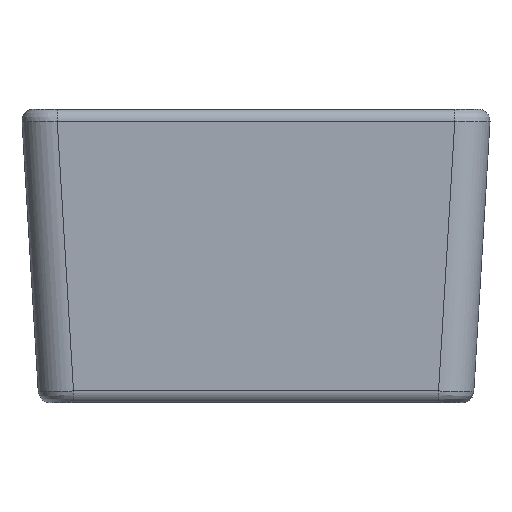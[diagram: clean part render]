
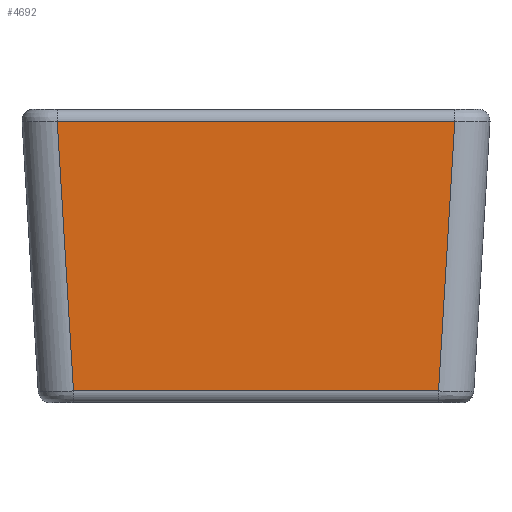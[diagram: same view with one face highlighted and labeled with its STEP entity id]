
A CAD part, front view. The second image highlights one B-rep face of the part: STEP entity #4692.
In plain terms, the highlighted planar face has unit normal (0, -1, 0).
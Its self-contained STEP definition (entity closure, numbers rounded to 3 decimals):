
#69 = DIRECTION ( 'NONE',  ( 0.06, 0., -0.998 ) ) ;
#425 = VERTEX_POINT ( 'NONE', #4135 ) ;
#460 = LINE ( 'NONE', #3827, #3127 ) ;
#943 = AXIS2_PLACEMENT_3D ( 'NONE', #3337, #4945, #4553 ) ;
#1086 = EDGE_LOOP ( 'NONE', ( #1458, #3376, #3377, #5405 ) ) ;
#1096 = CARTESIAN_POINT ( 'NONE',  ( 16.443, -56., 7.719 ) ) ;
#1390 = EDGE_CURVE ( 'NONE', #4778, #3340, #5418, .T. ) ;
#1458 = ORIENTED_EDGE ( 'NONE', *, *, #3196, .T. ) ;
#1497 = VECTOR ( 'NONE', #5343, 1000. ) ;
#1560 = LINE ( 'NONE', #1978, #4050 ) ;
#1578 = CARTESIAN_POINT ( 'NONE',  ( -16.046, -56., -15.281 ) ) ;
#1588 = CARTESIAN_POINT ( 'NONE',  ( 15.922, -56., -0.955 ) ) ;
#1978 = CARTESIAN_POINT ( 'NONE',  ( 0., -56., -15.281 ) ) ;
#2065 = LINE ( 'NONE', #5397, #1497 ) ;
#2519 = VERTEX_POINT ( 'NONE', #1578 ) ;
#2902 = CARTESIAN_POINT ( 'NONE',  ( 15.063, -56., -15.281 ) ) ;
#3127 = VECTOR ( 'NONE', #69, 1000. ) ;
#3196 = EDGE_CURVE ( 'NONE', #425, #2519, #460, .T. ) ;
#3337 = CARTESIAN_POINT ( 'NONE',  ( 0., -56., 0. ) ) ;
#3340 = VERTEX_POINT ( 'NONE', #1096 ) ;
#3376 = ORIENTED_EDGE ( 'NONE', *, *, #4726, .T. ) ;
#3377 = ORIENTED_EDGE ( 'NONE', *, *, #1390, .T. ) ;
#3728 = FACE_OUTER_BOUND ( 'NONE', #1086, .T. ) ;
#3802 = EDGE_CURVE ( 'NONE', #3340, #425, #2065, .T. ) ;
#3827 = CARTESIAN_POINT ( 'NONE',  ( -16.902, -56., -1.014 ) ) ;
#4050 = VECTOR ( 'NONE', #5337, 1000. ) ;
#4135 = CARTESIAN_POINT ( 'NONE',  ( -17.426, -56., 7.719 ) ) ;
#4525 = PLANE ( 'NONE',  #943 ) ;
#4553 = DIRECTION ( 'NONE',  ( 0., 0., 1. ) ) ;
#4692 = ADVANCED_FACE ( 'NONE', ( #3728 ), #4525, .F. ) ;
#4726 = EDGE_CURVE ( 'NONE', #2519, #4778, #1560, .T. ) ;
#4778 = VERTEX_POINT ( 'NONE', #2902 ) ;
#4945 = DIRECTION ( 'NONE',  ( 0., 1., 0. ) ) ;
#4973 = DIRECTION ( 'NONE',  ( 0.06, 0., 0.998 ) ) ;
#5171 = VECTOR ( 'NONE', #4973, 1000. ) ;
#5337 = DIRECTION ( 'NONE',  ( 1., 0., 0. ) ) ;
#5343 = DIRECTION ( 'NONE',  ( -1., 0., 0. ) ) ;
#5397 = CARTESIAN_POINT ( 'NONE',  ( 0., -56., 7.719 ) ) ;
#5405 = ORIENTED_EDGE ( 'NONE', *, *, #3802, .T. ) ;
#5418 = LINE ( 'NONE', #1588, #5171 ) ;
